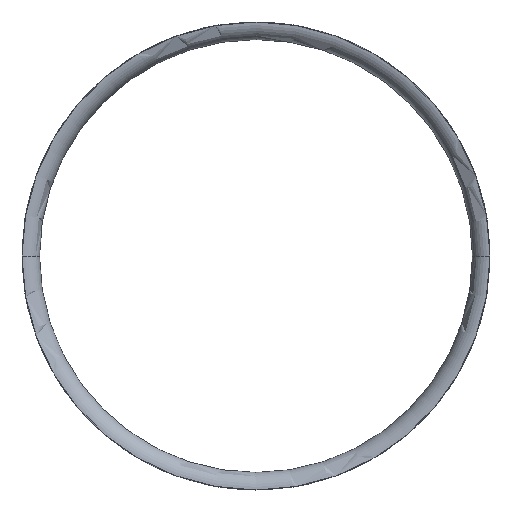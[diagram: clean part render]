
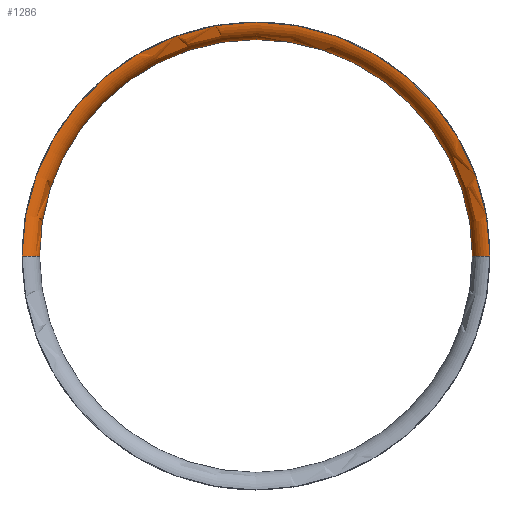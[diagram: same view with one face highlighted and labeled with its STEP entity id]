
A CAD part, front view. The second image highlights one B-rep face of the part: STEP entity #1286.
In plain terms, the highlighted toroidal (fillet/blend) face has major radius 8 mm and minor radius 0.6 mm.
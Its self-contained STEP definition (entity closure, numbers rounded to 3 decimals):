
#43 = DIRECTION ( 'NONE',  ( 1., 0., 0. ) ) ;
#69 = CARTESIAN_POINT ( 'NONE',  ( 0., 5.25, 0. ) ) ;
#181 = CARTESIAN_POINT ( 'NONE',  ( -8., 5.25, 0. ) ) ;
#183 = CARTESIAN_POINT ( 'NONE',  ( -5.233, 5.25, 5.233 ) ) ;
#236 = VERTEX_POINT ( 'NONE', #475 ) ;
#288 = DIRECTION ( 'NONE',  ( 1., 0., 0. ) ) ;
#333 = DIRECTION ( 'NONE',  ( 0., -1., 0. ) ) ;
#401 = DIRECTION ( 'NONE',  ( 1., 0., 0. ) ) ;
#420 = DIRECTION ( 'NONE',  ( 0., -1., 0. ) ) ;
#439 = VERTEX_POINT ( 'NONE', #527 ) ;
#475 = CARTESIAN_POINT ( 'NONE',  ( 5.233, 5.25, 5.233 ) ) ;
#527 = CARTESIAN_POINT ( 'NONE',  ( 7.4, 5.25, 0. ) ) ;
#538 = ORIENTED_EDGE ( 'NONE', *, *, #2663, .T. ) ;
#595 = CARTESIAN_POINT ( 'NONE',  ( 8., 5.25, 0. ) ) ;
#607 = CARTESIAN_POINT ( 'NONE',  ( 0., 5.25, 7.4 ) ) ;
#609 = CIRCLE ( 'NONE', #923, 7.4 ) ;
#616 = AXIS2_PLACEMENT_3D ( 'NONE', #595, #2130, #818 ) ;
#716 = EDGE_CURVE ( 'NONE', #1981, #2753, #1790, .T. ) ;
#770 = CARTESIAN_POINT ( 'NONE',  ( 0., 4.65, 0. ) ) ;
#775 = ORIENTED_EDGE ( 'NONE', *, *, #959, .F. ) ;
#815 = EDGE_LOOP ( 'NONE', ( #1874, #2742, #538, #885, #1998, #775, #2221, #1228 ) ) ;
#818 = DIRECTION ( 'NONE',  ( -1., 0., 0. ) ) ;
#871 = AXIS2_PLACEMENT_3D ( 'NONE', #1885, #2310, #2245 ) ;
#885 = ORIENTED_EDGE ( 'NONE', *, *, #2680, .T. ) ;
#923 = AXIS2_PLACEMENT_3D ( 'NONE', #1953, #420, #1730 ) ;
#941 = AXIS2_PLACEMENT_3D ( 'NONE', #69, #1591, #288 ) ;
#959 = EDGE_CURVE ( 'NONE', #2350, #2753, #609, .T. ) ;
#977 = CARTESIAN_POINT ( 'NONE',  ( 0., 4.65, 8. ) ) ;
#990 = DIRECTION ( 'NONE',  ( -1., 0., 0. ) ) ;
#1016 = CARTESIAN_POINT ( 'NONE',  ( 0., 5.25, 0. ) ) ;
#1047 = FACE_OUTER_BOUND ( 'NONE', #815, .T. ) ;
#1093 = VERTEX_POINT ( 'NONE', #977 ) ;
#1189 = VERTEX_POINT ( 'NONE', #607 ) ;
#1228 = ORIENTED_EDGE ( 'NONE', *, *, #2766, .F. ) ;
#1241 = DIRECTION ( 'NONE',  ( 1., 0., 0. ) ) ;
#1256 = CIRCLE ( 'NONE', #2515, 7.4 ) ;
#1286 = ADVANCED_FACE ( 'NONE', ( #1047 ), #2594, .T. ) ;
#1290 = CIRCLE ( 'NONE', #2120, 8. ) ;
#1355 = DIRECTION ( 'NONE',  ( 0., -1., 0. ) ) ;
#1425 = CARTESIAN_POINT ( 'NONE',  ( 8., 4.65, 0. ) ) ;
#1428 = CIRCLE ( 'NONE', #941, 7.4 ) ;
#1529 = CIRCLE ( 'NONE', #616, 0.6 ) ;
#1591 = DIRECTION ( 'NONE',  ( 0., -1., 0. ) ) ;
#1637 = CARTESIAN_POINT ( 'NONE',  ( 0., 4.65, 0. ) ) ;
#1646 = EDGE_CURVE ( 'NONE', #2698, #439, #1529, .T. ) ;
#1709 = DIRECTION ( 'NONE',  ( 0., 0., 1. ) ) ;
#1710 = AXIS2_PLACEMENT_3D ( 'NONE', #181, #1709, #401 ) ;
#1730 = DIRECTION ( 'NONE',  ( 1., 0., 0. ) ) ;
#1790 = CIRCLE ( 'NONE', #1710, 0.6 ) ;
#1860 = DIRECTION ( 'NONE',  ( -1., 0., 0. ) ) ;
#1865 = CIRCLE ( 'NONE', #2266, 8. ) ;
#1874 = ORIENTED_EDGE ( 'NONE', *, *, #2440, .F. ) ;
#1880 = CARTESIAN_POINT ( 'NONE',  ( -7.4, 5.25, 0. ) ) ;
#1885 = CARTESIAN_POINT ( 'NONE',  ( 0., 5.25, 0. ) ) ;
#1949 = EDGE_CURVE ( 'NONE', #1189, #2350, #1256, .T. ) ;
#1953 = CARTESIAN_POINT ( 'NONE',  ( 0., 5.25, 0. ) ) ;
#1981 = VERTEX_POINT ( 'NONE', #2012 ) ;
#1998 = ORIENTED_EDGE ( 'NONE', *, *, #716, .T. ) ;
#2012 = CARTESIAN_POINT ( 'NONE',  ( -8., 4.65, 0. ) ) ;
#2120 = AXIS2_PLACEMENT_3D ( 'NONE', #1637, #333, #1860 ) ;
#2130 = DIRECTION ( 'NONE',  ( 0., 0., -1. ) ) ;
#2221 = ORIENTED_EDGE ( 'NONE', *, *, #1949, .F. ) ;
#2245 = DIRECTION ( 'NONE',  ( 1., 0., 0. ) ) ;
#2266 = AXIS2_PLACEMENT_3D ( 'NONE', #770, #2305, #990 ) ;
#2305 = DIRECTION ( 'NONE',  ( 0., -1., 0. ) ) ;
#2310 = DIRECTION ( 'NONE',  ( 0., -1., 0. ) ) ;
#2350 = VERTEX_POINT ( 'NONE', #183 ) ;
#2381 = CIRCLE ( 'NONE', #2409, 7.4 ) ;
#2409 = AXIS2_PLACEMENT_3D ( 'NONE', #1016, #2547, #1241 ) ;
#2440 = EDGE_CURVE ( 'NONE', #439, #236, #1428, .T. ) ;
#2515 = AXIS2_PLACEMENT_3D ( 'NONE', #2659, #1355, #43 ) ;
#2547 = DIRECTION ( 'NONE',  ( 0., -1., 0. ) ) ;
#2594 = TOROIDAL_SURFACE ( 'NONE', #871, 8., 0.6 ) ;
#2659 = CARTESIAN_POINT ( 'NONE',  ( 0., 5.25, 0. ) ) ;
#2663 = EDGE_CURVE ( 'NONE', #2698, #1093, #1290, .T. ) ;
#2680 = EDGE_CURVE ( 'NONE', #1093, #1981, #1865, .T. ) ;
#2698 = VERTEX_POINT ( 'NONE', #1425 ) ;
#2742 = ORIENTED_EDGE ( 'NONE', *, *, #1646, .F. ) ;
#2753 = VERTEX_POINT ( 'NONE', #1880 ) ;
#2766 = EDGE_CURVE ( 'NONE', #236, #1189, #2381, .T. ) ;
